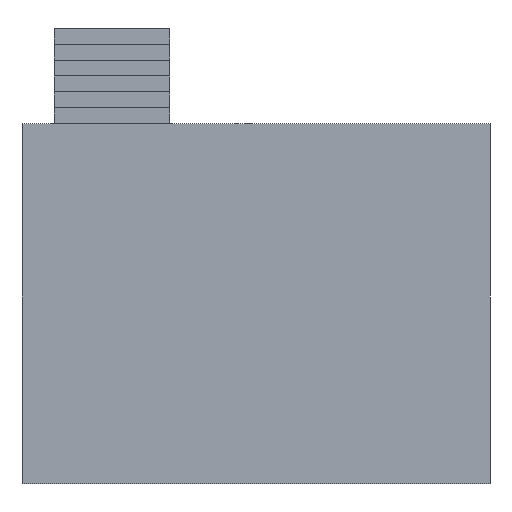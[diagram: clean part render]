
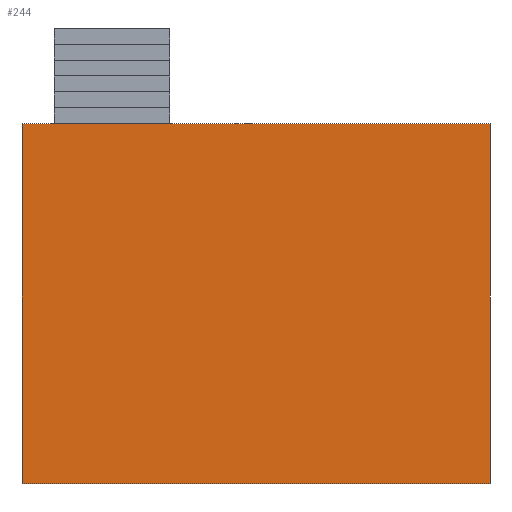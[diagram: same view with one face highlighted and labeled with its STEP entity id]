
A CAD part, front view. The second image highlights one B-rep face of the part: STEP entity #244.
In plain terms, the highlighted planar face has unit normal (0, -1, 0).
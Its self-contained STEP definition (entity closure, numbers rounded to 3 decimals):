
#244=ADVANCED_FACE('',(#692),#693,.T.);
#266=EDGE_CURVE('',#324,#280,#718,.T.);
#274=EDGE_CURVE('',#280,#304,#726,.T.);
#280=VERTEX_POINT('',#734);
#298=EDGE_CURVE('',#342,#304,#754,.T.);
#304=VERTEX_POINT('',#761);
#322=EDGE_CURVE('',#324,#342,#780,.T.);
#324=VERTEX_POINT('',#782);
#342=VERTEX_POINT('',#801);
#692=FACE_OUTER_BOUND('',#1176,.T.);
#693=PLANE('',#1177);
#718=LINE('',#1208,#1209);
#726=LINE('',#1220,#1221);
#734=CARTESIAN_POINT('',(52.5,-12.5,50.0));
#754=LINE('',#1257,#1258);
#761=CARTESIAN_POINT('',(52.5,-12.5,0.));
#780=LINE('',#1293,#1294);
#782=CARTESIAN_POINT('',(-12.5,-12.5,50.0));
#801=CARTESIAN_POINT('',(-12.5,-12.5,0.));
#1176=EDGE_LOOP('',(#1844,#1845,#1846,#1847));
#1177=AXIS2_PLACEMENT_3D('',#1848,#1849,#1850);
#1208=CARTESIAN_POINT('',(-12.5,-12.5,50.0));
#1209=VECTOR('',#1905,1.0);
#1220=CARTESIAN_POINT('',(52.5,-12.5,50.0));
#1221=VECTOR('',#1907,1.0);
#1257=CARTESIAN_POINT('',(-12.5,-12.5,0.));
#1258=VECTOR('',#1940,1.0);
#1293=CARTESIAN_POINT('',(-12.5,-12.5,50.0));
#1294=VECTOR('',#1960,1.0);
#1844=ORIENTED_EDGE('',*,*,#298,.T.);
#1845=ORIENTED_EDGE('',*,*,#274,.F.);
#1846=ORIENTED_EDGE('',*,*,#266,.F.);
#1847=ORIENTED_EDGE('',*,*,#322,.T.);
#1848=CARTESIAN_POINT('',(-12.5,-12.5,50.0));
#1849=DIRECTION('',(0.0,-1.0,0.0));
#1850=DIRECTION('',(0.0,0.0,-1.0));
#1905=DIRECTION('',(1.0,0.0,0.0));
#1907=DIRECTION('',(0.0,0.0,-1.0));
#1940=DIRECTION('',(1.0,0.0,0.0));
#1960=DIRECTION('',(0.0,0.0,-1.0));
